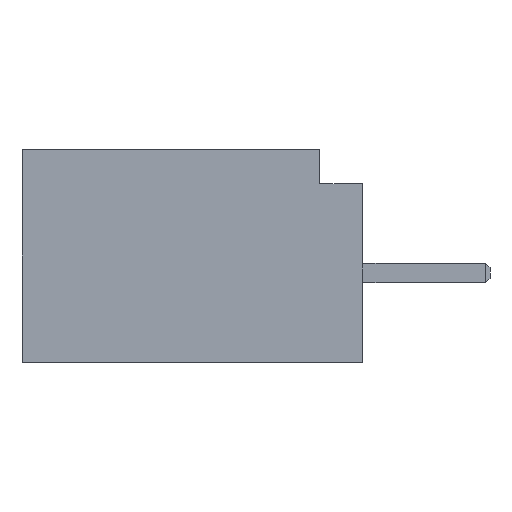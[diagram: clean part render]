
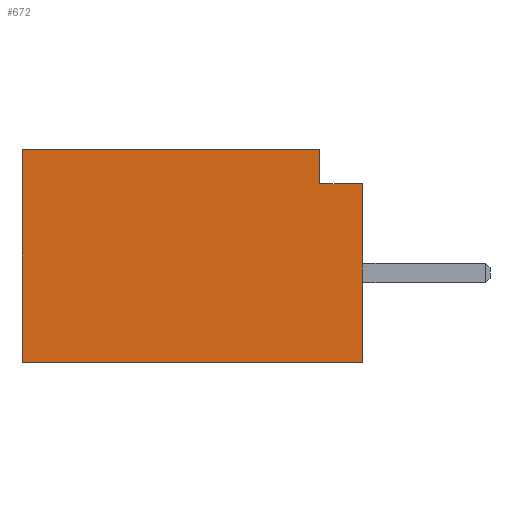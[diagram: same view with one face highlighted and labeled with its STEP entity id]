
A CAD part, left-side view. The second image highlights one B-rep face of the part: STEP entity #672.
In plain terms, the highlighted planar face has unit normal (-1, 0, 0).
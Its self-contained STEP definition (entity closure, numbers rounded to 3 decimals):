
#297 = VECTOR ( 'NONE', #2066, 1000. ) ;
#373 = DIRECTION ( 'NONE',  ( 0., 1., 0. ) ) ;
#417 = CARTESIAN_POINT ( 'NONE',  ( 0., 8., 0. ) ) ;
#443 = DIRECTION ( 'NONE',  ( 1., 0., 0. ) ) ;
#672 = ADVANCED_FACE ( 'NONE', ( #4572 ), #2334, .F. ) ;
#791 = CARTESIAN_POINT ( 'NONE',  ( 0., 0., -5. ) ) ;
#812 = CARTESIAN_POINT ( 'NONE',  ( 0., 1., 0. ) ) ;
#896 = ORIENTED_EDGE ( 'NONE', *, *, #2649, .T. ) ;
#912 = ORIENTED_EDGE ( 'NONE', *, *, #2501, .F. ) ;
#913 = CARTESIAN_POINT ( 'NONE',  ( 0., 0., -0.8 ) ) ;
#939 = ORIENTED_EDGE ( 'NONE', *, *, #4118, .F. ) ;
#971 = DIRECTION ( 'NONE',  ( 0., 0., 1. ) ) ;
#1141 = VERTEX_POINT ( 'NONE', #4234 ) ;
#1209 = LINE ( 'NONE', #2385, #297 ) ;
#1312 = DIRECTION ( 'NONE',  ( 0., 0., 1. ) ) ;
#1383 = VERTEX_POINT ( 'NONE', #791 ) ;
#1690 = CARTESIAN_POINT ( 'NONE',  ( 0., 0., 0. ) ) ;
#1913 = DIRECTION ( 'NONE',  ( 0., 0., 1. ) ) ;
#2066 = DIRECTION ( 'NONE',  ( 0., -1., 0. ) ) ;
#2259 = EDGE_CURVE ( 'NONE', #3087, #3038, #3492, .T. ) ;
#2280 = EDGE_CURVE ( 'NONE', #4363, #1383, #2646, .T. ) ;
#2334 = PLANE ( 'NONE',  #2694 ) ;
#2385 = CARTESIAN_POINT ( 'NONE',  ( 0., 8., 0. ) ) ;
#2501 = EDGE_CURVE ( 'NONE', #4363, #3557, #2901, .T. ) ;
#2619 = DIRECTION ( 'NONE',  ( 0., -1., 0. ) ) ;
#2646 = LINE ( 'NONE', #4198, #5001 ) ;
#2649 = EDGE_CURVE ( 'NONE', #1383, #3087, #4822, .T. ) ;
#2694 = AXIS2_PLACEMENT_3D ( 'NONE', #417, #443, #3995 ) ;
#2890 = ORIENTED_EDGE ( 'NONE', *, *, #2280, .T. ) ;
#2901 = LINE ( 'NONE', #4447, #4925 ) ;
#2959 = VECTOR ( 'NONE', #373, 1000. ) ;
#3038 = VERTEX_POINT ( 'NONE', #4669 ) ;
#3087 = VERTEX_POINT ( 'NONE', #913 ) ;
#3378 = ORIENTED_EDGE ( 'NONE', *, *, #2259, .T. ) ;
#3492 = LINE ( 'NONE', #4995, #2959 ) ;
#3557 = VERTEX_POINT ( 'NONE', #3875 ) ;
#3875 = CARTESIAN_POINT ( 'NONE',  ( 0., 8., 0. ) ) ;
#3995 = DIRECTION ( 'NONE',  ( 0., 0., -1. ) ) ;
#4024 = ORIENTED_EDGE ( 'NONE', *, *, #4772, .T. ) ;
#4118 = EDGE_CURVE ( 'NONE', #3557, #1141, #1209, .T. ) ;
#4198 = CARTESIAN_POINT ( 'NONE',  ( 0., 8., -5. ) ) ;
#4234 = CARTESIAN_POINT ( 'NONE',  ( 0., 1., 0. ) ) ;
#4269 = VECTOR ( 'NONE', #1312, 1000. ) ;
#4357 = CARTESIAN_POINT ( 'NONE',  ( 0., 8., -5. ) ) ;
#4363 = VERTEX_POINT ( 'NONE', #4357 ) ;
#4397 = EDGE_LOOP ( 'NONE', ( #3378, #4024, #939, #912, #2890, #896 ) ) ;
#4447 = CARTESIAN_POINT ( 'NONE',  ( 0., 8., 0. ) ) ;
#4552 = VECTOR ( 'NONE', #1913, 1000. ) ;
#4569 = LINE ( 'NONE', #812, #4552 ) ;
#4572 = FACE_OUTER_BOUND ( 'NONE', #4397, .T. ) ;
#4669 = CARTESIAN_POINT ( 'NONE',  ( 0., 1., -0.8 ) ) ;
#4772 = EDGE_CURVE ( 'NONE', #3038, #1141, #4569, .T. ) ;
#4822 = LINE ( 'NONE', #1690, #4269 ) ;
#4925 = VECTOR ( 'NONE', #971, 1000. ) ;
#4995 = CARTESIAN_POINT ( 'NONE',  ( 0., 0., -0.8 ) ) ;
#5001 = VECTOR ( 'NONE', #2619, 1000. ) ;
